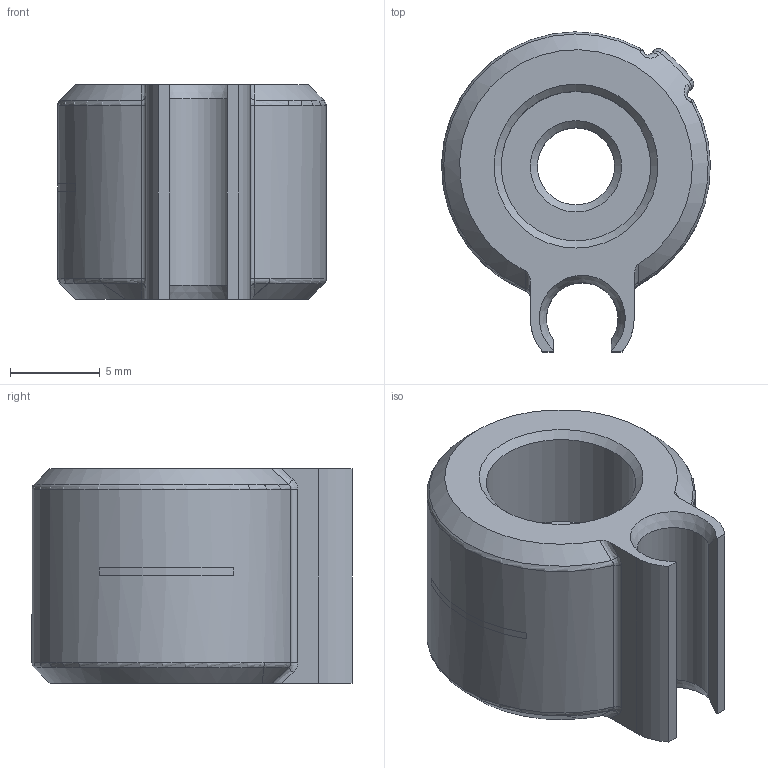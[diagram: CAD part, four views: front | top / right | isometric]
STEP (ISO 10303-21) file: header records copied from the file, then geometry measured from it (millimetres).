
FILE_DESCRIPTION(/* description */ (''),/* implementation_level */ '2;1');
FILE_NAME(/* name */ 'Stumpy_PSF_Shuttle 12mm v2.step',/* time_stamp */ '2026-01-02T11:20:01+13:00',/* author */ (''),/* organization */ (''),/* preprocessor_version */ 'ST-DEVELOPER v20.1',/* originating_system */ 'Autodesk Translation Framework v14.21.0.0',/* authorisation */ '');
FILE_SCHEMA (('AUTOMOTIVE_DESIGN { 1 0 10303 214 3 1 1 }'));
Length unit declared in the file: millimetre
Products named in the file (2): 缓冲器_2; slider
Assembly tree (1 placements, depth 2):
  缓冲器_2
    slider
Bounding box: 15 x 17.86 x 12 mm (x, y, z)
Volume: 1723.6 mm3; surface area: 1248.1 mm2
Topology: 2 solids, 2 shells, 80 faces, 188 edges, 114 vertices
Faces by surface type: plane 21, bspline 20, cylinder 19, cone 8, torus 8, sphere 4
Full cylindrical faces by diameter (mm): 4.3 x1, 8.35 x1
Entity records: 2959 total; most frequent: CARTESIAN_POINT 1148, ORIENTED_EDGE 376, DIRECTION 350, EDGE_CURVE 188, AXIS2_PLACEMENT_3D 142, VERTEX_POINT 114, EDGE_LOOP 84, FACE_OUTER_BOUND 80
